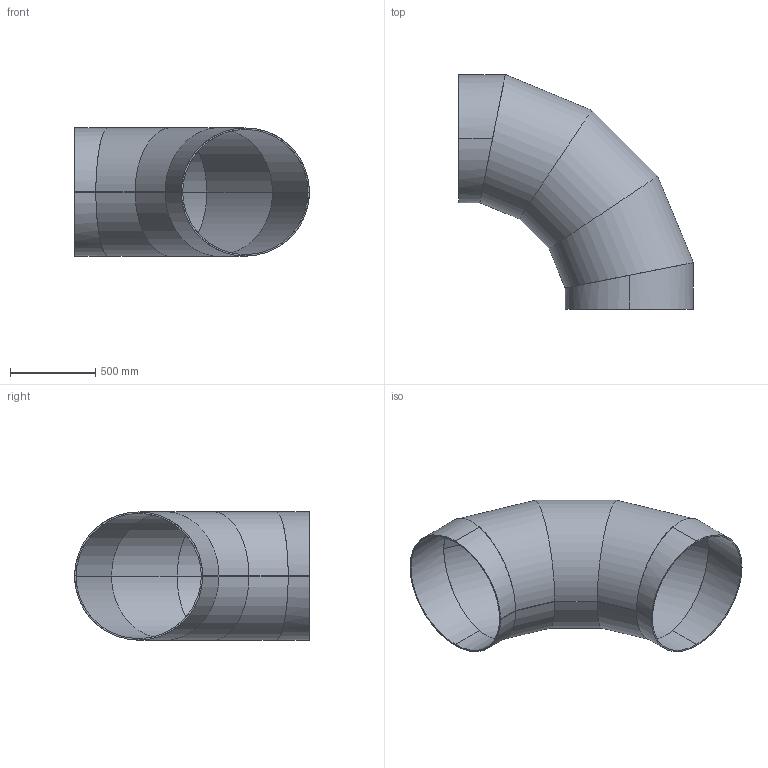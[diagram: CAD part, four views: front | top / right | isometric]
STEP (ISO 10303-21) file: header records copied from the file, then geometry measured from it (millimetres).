
FILE_DESCRIPTION (( 'STEP AP214' ), '1' );
FILE_NAME ('sheet_metal_elbow.STEP', '2025-11-02T09:30:18', ( '' ), ( '' ), 'SwSTEP 2.0', 'SolidWorks 2024', '' );
FILE_SCHEMA (( 'AUTOMOTIVE_DESIGN' ));
Length unit declared in the file: millimetre
Products named in the file (6): sheet_metal_elbow; split1[4]; split1[1]; split1[5]; split1[3]; split1[2]
Assembly tree (5 placements, depth 2):
  sheet_metal_elbow
    split1[4]
    split1[1]
    split1[3]
    split1[5]
    split1[2]
Bounding box: 1375 x 1375 x 750 mm (x, y, z)
Volume: 29652293 mm3; surface area: 7618021.1 mm2
Topology: 5 solids, 5 shells, 44 faces, 102 edges, 68 vertices
Faces by surface type: cylinder 24, plane 20
Entity records: 1425 total; most frequent: CARTESIAN_POINT 330, ORIENTED_EDGE 204, DIRECTION 182, EDGE_CURVE 102, VERTEX_POINT 68, AXIS2_PLACEMENT_3D 64, VECTOR 54, LINE 54
